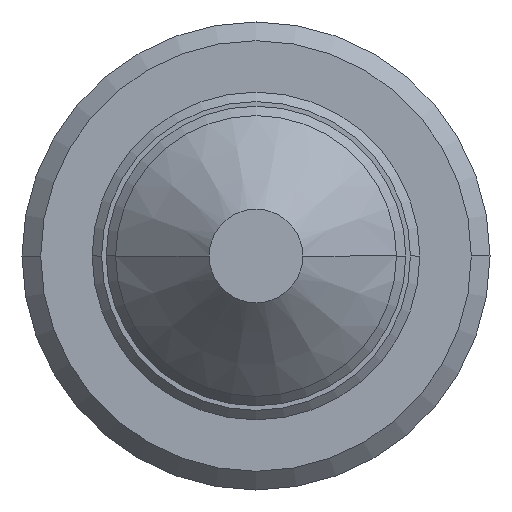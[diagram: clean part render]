
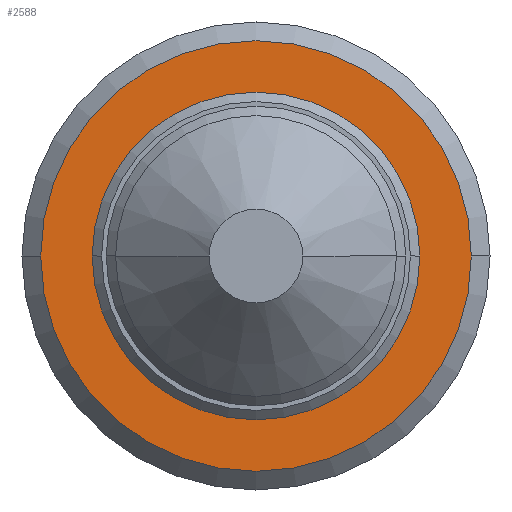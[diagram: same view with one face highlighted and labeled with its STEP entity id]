
A CAD part, left-side view. The second image highlights one B-rep face of the part: STEP entity #2588.
In plain terms, the highlighted planar face has unit normal (-1, 0, 0).
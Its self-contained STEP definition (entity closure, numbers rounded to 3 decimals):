
#22 = CARTESIAN_POINT ( 'NONE',  ( 14., 2.3, 0. ) ) ;
#152 = FACE_BOUND ( 'NONE', #3000, .T. ) ;
#271 = EDGE_CURVE ( 'NONE', #2166, #495, #614, .T. ) ;
#291 = CIRCLE ( 'NONE', #1790, 2.3 ) ;
#495 = VERTEX_POINT ( 'NONE', #2553 ) ;
#614 = CIRCLE ( 'NONE', #2382, 1.75 ) ;
#821 = VERTEX_POINT ( 'NONE', #1019 ) ;
#846 = CARTESIAN_POINT ( 'NONE',  ( 14., 0., 0. ) ) ;
#938 = DIRECTION ( 'NONE',  ( 0., -1., 0. ) ) ;
#944 = EDGE_CURVE ( 'NONE', #1474, #821, #2914, .T. ) ;
#956 = FACE_OUTER_BOUND ( 'NONE', #2137, .T. ) ;
#958 = CIRCLE ( 'NONE', #2863, 1.75 ) ;
#1019 = CARTESIAN_POINT ( 'NONE',  ( 14., -2.3, 0. ) ) ;
#1040 = DIRECTION ( 'NONE',  ( -1., 0., 0. ) ) ;
#1052 = CARTESIAN_POINT ( 'NONE',  ( 14., 1.75, 0. ) ) ;
#1297 = CARTESIAN_POINT ( 'NONE',  ( 14., 0., 0. ) ) ;
#1474 = VERTEX_POINT ( 'NONE', #22 ) ;
#1586 = DIRECTION ( 'NONE',  ( 0., -1., 0. ) ) ;
#1790 = AXIS2_PLACEMENT_3D ( 'NONE', #1297, #2279, #2506 ) ;
#1793 = DIRECTION ( 'NONE',  ( 0., -1., 0. ) ) ;
#1933 = EDGE_CURVE ( 'NONE', #821, #1474, #291, .T. ) ;
#2012 = ORIENTED_EDGE ( 'NONE', *, *, #271, .F. ) ;
#2026 = PLANE ( 'NONE',  #2030 ) ;
#2030 = AXIS2_PLACEMENT_3D ( 'NONE', #1052, #1040, #2281 ) ;
#2049 = DIRECTION ( 'NONE',  ( -1., 0., 0. ) ) ;
#2117 = EDGE_CURVE ( 'NONE', #495, #2166, #958, .T. ) ;
#2137 = EDGE_LOOP ( 'NONE', ( #2548, #2656 ) ) ;
#2166 = VERTEX_POINT ( 'NONE', #2530 ) ;
#2176 = ORIENTED_EDGE ( 'NONE', *, *, #2117, .F. ) ;
#2279 = DIRECTION ( 'NONE',  ( -1., 0., 0. ) ) ;
#2281 = DIRECTION ( 'NONE',  ( 0., -1., 0. ) ) ;
#2371 = DIRECTION ( 'NONE',  ( -1., 0., 0. ) ) ;
#2382 = AXIS2_PLACEMENT_3D ( 'NONE', #846, #2049, #1793 ) ;
#2441 = AXIS2_PLACEMENT_3D ( 'NONE', #2649, #2371, #938 ) ;
#2506 = DIRECTION ( 'NONE',  ( 0., -1., 0. ) ) ;
#2517 = CARTESIAN_POINT ( 'NONE',  ( 14., 0., 0. ) ) ;
#2530 = CARTESIAN_POINT ( 'NONE',  ( 14., -1.75, 0. ) ) ;
#2548 = ORIENTED_EDGE ( 'NONE', *, *, #944, .T. ) ;
#2553 = CARTESIAN_POINT ( 'NONE',  ( 14., 1.75, 0. ) ) ;
#2588 = ADVANCED_FACE ( 'NONE', ( #956, #152 ), #2026, .T. ) ;
#2649 = CARTESIAN_POINT ( 'NONE',  ( 14., 0., 0. ) ) ;
#2656 = ORIENTED_EDGE ( 'NONE', *, *, #1933, .T. ) ;
#2863 = AXIS2_PLACEMENT_3D ( 'NONE', #2517, #3025, #1586 ) ;
#2914 = CIRCLE ( 'NONE', #2441, 2.3 ) ;
#3000 = EDGE_LOOP ( 'NONE', ( #2012, #2176 ) ) ;
#3025 = DIRECTION ( 'NONE',  ( -1., 0., 0. ) ) ;
